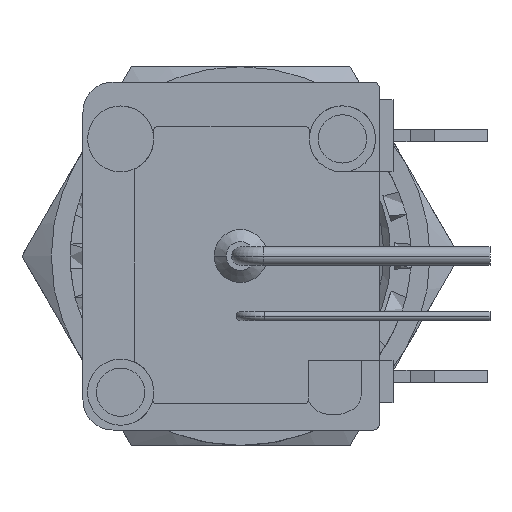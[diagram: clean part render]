
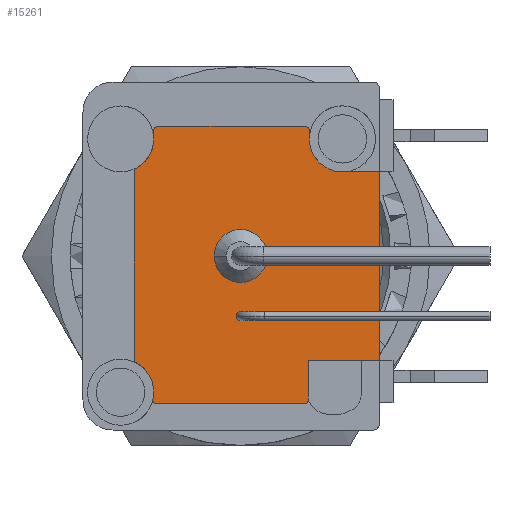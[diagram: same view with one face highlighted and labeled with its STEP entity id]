
A CAD part, left-side view. The second image highlights one B-rep face of the part: STEP entity #15261.
In plain terms, the highlighted planar face has unit normal (-1, 0, 0).
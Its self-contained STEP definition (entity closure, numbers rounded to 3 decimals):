
#3282=DIRECTION('',(0.,0.,1.));
#3283=VECTOR('',#3282,7.991);
#3284=CARTESIAN_POINT('',(-5.106,-5.854,-4.4));
#3285=LINE('',#3284,#3283);
#3489=CARTESIAN_POINT('',(-5.106,3.563,-6.1));
#3490=DIRECTION('',(-1.,0.,0.));
#3491=DIRECTION('',(0.,0.974,0.226));
#3492=AXIS2_PLACEMENT_3D('',#3489,#3490,#3491);
#3494=CARTESIAN_POINT('',(-5.106,5.07,-5.75));
#3495=DIRECTION('',(1.,0.,0.));
#3496=DIRECTION('',(0.,-0.498,0.867));
#3497=AXIS2_PLACEMENT_3D('',#3494,#3495,#3496);
#3499=CARTESIAN_POINT('',(-5.106,4.249,-4.322));
#3500=DIRECTION('',(-1.,0.,0.));
#3501=DIRECTION('',(0.,1.,0.));
#3502=AXIS2_PLACEMENT_3D('',#3499,#3500,#3501);
#3504=DIRECTION('',(0.,0.,-1.));
#3505=VECTOR('',#3504,7.844);
#3506=CARTESIAN_POINT('',(-5.106,4.499,3.522));
#3507=LINE('',#3506,#3505);
#3508=CARTESIAN_POINT('',(-5.106,4.249,3.522));
#3509=DIRECTION('',(-1.,0.,0.));
#3510=DIRECTION('',(0.,0.499,0.867));
#3511=AXIS2_PLACEMENT_3D('',#3508,#3509,#3510);
#3513=CARTESIAN_POINT('',(-5.106,5.07,4.948));
#3514=DIRECTION('',(1.,0.,0.));
#3515=DIRECTION('',(0.,-0.984,0.18));
#3516=AXIS2_PLACEMENT_3D('',#3513,#3514,#3515);
#3518=CARTESIAN_POINT('',(-5.106,3.452,5.244));
#3519=DIRECTION('',(-1.,0.,0.));
#3520=DIRECTION('',(0.,0.,1.));
#3521=AXIS2_PLACEMENT_3D('',#3518,#3519,#3520);
#3523=DIRECTION('',(0.,1.,0.));
#3524=VECTOR('',#3523,6.131);
#3525=CARTESIAN_POINT('',(-5.106,-2.68,5.494));
#3526=LINE('',#3525,#3524);
#3527=CARTESIAN_POINT('',(-5.106,-2.68,5.244));
#3528=DIRECTION('',(-1.,0.,0.));
#3529=DIRECTION('',(0.,-0.984,-0.179));
#3530=AXIS2_PLACEMENT_3D('',#3527,#3528,#3529);
#3532=CARTESIAN_POINT('',(-5.106,-4.3,4.948));
#3533=DIRECTION('',(1.,0.,0.));
#3534=DIRECTION('',(0.,0.237,-0.971));
#3535=AXIS2_PLACEMENT_3D('',#3532,#3533,#3534);
#3537=DIRECTION('',(0.,1.,0.));
#3538=VECTOR('',#3537,1.886);
#3539=CARTESIAN_POINT('',(-5.106,-5.854,3.591));
#3540=LINE('',#3539,#3538);
#3541=DIRECTION('',(0.,-1.,0.));
#3542=VECTOR('',#3541,3.006);
#3543=CARTESIAN_POINT('',(-5.106,-2.848,-4.4));
#3544=LINE('',#3543,#3542);
#3545=DIRECTION('',(0.,0.,1.));
#3546=VECTOR('',#3545,1.7);
#3547=CARTESIAN_POINT('',(-5.106,-2.848,-6.1));
#3548=LINE('',#3547,#3546);
#3549=CARTESIAN_POINT('',(-5.106,-2.698,-6.1));
#3550=DIRECTION('',(-1.,0.,0.));
#3551=DIRECTION('',(0.,0.,-1.));
#3552=AXIS2_PLACEMENT_3D('',#3549,#3550,#3551);
#3554=DIRECTION('',(0.,-1.,0.));
#3555=VECTOR('',#3554,6.261);
#3556=CARTESIAN_POINT('',(-5.106,3.563,-6.25));
#3557=LINE('',#3556,#3555);
#3558=CARTESIAN_POINT('',(-5.106,0.,0.));
#3559=DIRECTION('',(1.,0.,0.));
#3560=DIRECTION('',(0.,1.,0.));
#3561=AXIS2_PLACEMENT_3D('',#3558,#3559,#3560);
#3563=CARTESIAN_POINT('',(-5.106,0.,0.));
#3564=DIRECTION('',(1.,0.,0.));
#3565=DIRECTION('',(0.,-1.,0.));
#3566=AXIS2_PLACEMENT_3D('',#3563,#3564,#3565);
#4549=CARTESIAN_POINT('',(-5.106,0.,-2.54));
#4550=DIRECTION('',(-1.,0.,0.));
#4551=DIRECTION('',(0.,-1.,0.));
#4552=AXIS2_PLACEMENT_3D('',#4549,#4550,#4551);
#4558=CARTESIAN_POINT('',(-5.106,0.,-2.54));
#4559=DIRECTION('',(-1.,0.,0.));
#4560=DIRECTION('',(0.,1.,0.));
#4561=AXIS2_PLACEMENT_3D('',#4558,#4559,#4560);
#10724=CARTESIAN_POINT('',(-5.106,-2.848,-4.4));
#10725=VERTEX_POINT('',#10724);
#10810=CARTESIAN_POINT('',(-5.106,-3.968,3.591));
#10811=VERTEX_POINT('',#10810);
#10812=CARTESIAN_POINT('',(-5.106,-5.854,-4.4));
#10813=VERTEX_POINT('',#10812);
#10814=CARTESIAN_POINT('',(-5.106,-5.854,3.591));
#10815=VERTEX_POINT('',#10814);
#10902=CARTESIAN_POINT('',(-5.106,3.709,-6.066));
#10903=CARTESIAN_POINT('',(-5.106,3.563,-6.25));
#10904=VERTEX_POINT('',#10902);
#10905=VERTEX_POINT('',#10903);
#10910=CARTESIAN_POINT('',(-5.106,4.499,-4.322));
#10911=CARTESIAN_POINT('',(-5.106,4.374,-4.539));
#10912=VERTEX_POINT('',#10910);
#10913=VERTEX_POINT('',#10911);
#10918=CARTESIAN_POINT('',(-5.106,4.374,3.739));
#10919=CARTESIAN_POINT('',(-5.106,4.499,3.522));
#10920=VERTEX_POINT('',#10918);
#10921=VERTEX_POINT('',#10919);
#10926=CARTESIAN_POINT('',(-5.106,3.452,5.494));
#10927=CARTESIAN_POINT('',(-5.106,3.698,5.199));
#10928=VERTEX_POINT('',#10926);
#10929=VERTEX_POINT('',#10927);
#10934=CARTESIAN_POINT('',(-5.106,-2.698,-6.25));
#10935=CARTESIAN_POINT('',(-5.106,-2.848,-6.1));
#10936=VERTEX_POINT('',#10934);
#10937=VERTEX_POINT('',#10935);
#10940=CARTESIAN_POINT('',(-5.106,-2.926,5.199));
#10941=VERTEX_POINT('',#10940);
#10942=CARTESIAN_POINT('',(-5.106,-2.68,5.494));
#10943=VERTEX_POINT('',#10942);
#11030=CARTESIAN_POINT('',(-5.106,-0.191,-2.54));
#11031=CARTESIAN_POINT('',(-5.106,0.191,-2.54));
#11032=VERTEX_POINT('',#11030);
#11033=VERTEX_POINT('',#11031);
#11150=CARTESIAN_POINT('',(-5.106,1.118,0.));
#11151=CARTESIAN_POINT('',(-5.106,-1.118,0.));
#11152=VERTEX_POINT('',#11150);
#11153=VERTEX_POINT('',#11151);
#15215=CARTESIAN_POINT('',(-5.106,0.,0.));
#15216=DIRECTION('',(-1.,0.,0.));
#15217=DIRECTION('',(0.,0.,1.));
#15218=AXIS2_PLACEMENT_3D('',#15215,#15216,#15217);
#15219=PLANE('',#15218);
#15220=ORIENTED_EDGE('',*,*,#15206,.F.);
#15222=ORIENTED_EDGE('',*,*,#15221,.F.);
#15224=ORIENTED_EDGE('',*,*,#15223,.F.);
#15226=ORIENTED_EDGE('',*,*,#15225,.F.);
#15228=ORIENTED_EDGE('',*,*,#15227,.F.);
#15230=ORIENTED_EDGE('',*,*,#15229,.F.);
#15232=ORIENTED_EDGE('',*,*,#15231,.F.);
#15234=ORIENTED_EDGE('',*,*,#15233,.F.);
#15236=ORIENTED_EDGE('',*,*,#15235,.F.);
#15238=ORIENTED_EDGE('',*,*,#15237,.F.);
#15240=ORIENTED_EDGE('',*,*,#15239,.F.);
#15241=ORIENTED_EDGE('',*,*,#14977,.F.);
#15243=ORIENTED_EDGE('',*,*,#15242,.F.);
#15244=ORIENTED_EDGE('',*,*,#15165,.F.);
#15245=ORIENTED_EDGE('',*,*,#15182,.F.);
#15246=ORIENTED_EDGE('',*,*,#15194,.F.);
#15247=EDGE_LOOP('',(#15220,#15222,#15224,#15226,#15228,#15230,#15232,#15234,
#15236,#15238,#15240,#15241,#15243,#15244,#15245,#15246));
#15248=FACE_OUTER_BOUND('',#15247,.F.);
#15250=ORIENTED_EDGE('',*,*,#15249,.T.);
#15252=ORIENTED_EDGE('',*,*,#15251,.T.);
#15253=EDGE_LOOP('',(#15250,#15252));
#15254=FACE_BOUND('',#15253,.F.);
#15256=ORIENTED_EDGE('',*,*,#15255,.F.);
#15258=ORIENTED_EDGE('',*,*,#15257,.F.);
#15259=EDGE_LOOP('',(#15256,#15258));
#15260=FACE_BOUND('',#15259,.F.);
#15261=ADVANCED_FACE('',(#15248,#15254,#15260),#15219,.T.);
#3493=CIRCLE('',#3492,0.15);
#3498=CIRCLE('',#3497,1.397);
#3503=CIRCLE('',#3502,0.25);
#3512=CIRCLE('',#3511,0.25);
#3517=CIRCLE('',#3516,1.395);
#3522=CIRCLE('',#3521,0.25);
#3531=CIRCLE('',#3530,0.25);
#3536=CIRCLE('',#3535,1.397);
#3553=CIRCLE('',#3552,0.15);
#3562=CIRCLE('',#3561,1.118);
#3567=CIRCLE('',#3566,1.118);
#4553=CIRCLE('',#4552,0.191);
#4562=CIRCLE('',#4561,0.191);
#14977=EDGE_CURVE('',#10813,#10815,#3285,.T.);
#15165=EDGE_CURVE('',#10937,#10725,#3548,.T.);
#15182=EDGE_CURVE('',#10936,#10937,#3553,.T.);
#15194=EDGE_CURVE('',#10905,#10936,#3557,.T.);
#15206=EDGE_CURVE('',#10904,#10905,#3493,.T.);
#15221=EDGE_CURVE('',#10913,#10904,#3498,.T.);
#15223=EDGE_CURVE('',#10912,#10913,#3503,.T.);
#15225=EDGE_CURVE('',#10921,#10912,#3507,.T.);
#15227=EDGE_CURVE('',#10920,#10921,#3512,.T.);
#15229=EDGE_CURVE('',#10929,#10920,#3517,.T.);
#15231=EDGE_CURVE('',#10928,#10929,#3522,.T.);
#15233=EDGE_CURVE('',#10943,#10928,#3526,.T.);
#15235=EDGE_CURVE('',#10941,#10943,#3531,.T.);
#15237=EDGE_CURVE('',#10811,#10941,#3536,.T.);
#15239=EDGE_CURVE('',#10815,#10811,#3540,.T.);
#15242=EDGE_CURVE('',#10725,#10813,#3544,.T.);
#15249=EDGE_CURVE('',#11032,#11033,#4553,.T.);
#15251=EDGE_CURVE('',#11033,#11032,#4562,.T.);
#15255=EDGE_CURVE('',#11152,#11153,#3562,.T.);
#15257=EDGE_CURVE('',#11153,#11152,#3567,.T.);
